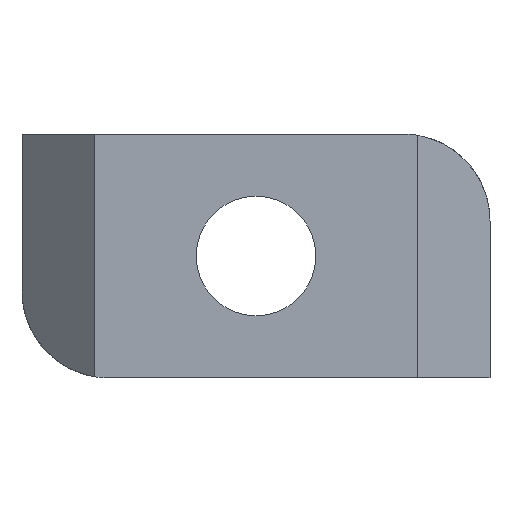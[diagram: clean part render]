
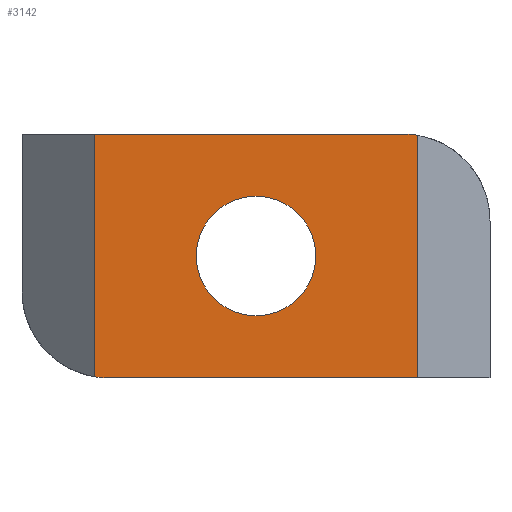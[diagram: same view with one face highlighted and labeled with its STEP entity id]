
A CAD part, front view. The second image highlights one B-rep face of the part: STEP entity #3142.
In plain terms, the highlighted planar face has unit normal (0, -1, 0).
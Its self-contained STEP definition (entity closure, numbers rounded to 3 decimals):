
#49 = DIRECTION ( 'NONE',  ( 0., 0., -1. ) ) ;
#55 = CARTESIAN_POINT ( 'NONE',  ( -6.5, -5.6, 4.9 ) ) ;
#350 = DIRECTION ( 'NONE',  ( 0., 0., 1. ) ) ;
#351 = DIRECTION ( 'NONE',  ( 0., 1., 0. ) ) ;
#354 = PLANE ( 'NONE',  #1430 ) ;
#358 = CARTESIAN_POINT ( 'NONE',  ( 6.5, -5.6, 4.9 ) ) ;
#387 = DIRECTION ( 'NONE',  ( 0., 0., 1. ) ) ;
#388 = DIRECTION ( 'NONE',  ( 0., -1., 0. ) ) ;
#389 = CARTESIAN_POINT ( 'NONE',  ( -5.9, -5.6, -1.4 ) ) ;
#393 = DIRECTION ( 'NONE',  ( 0., 0., 1. ) ) ;
#394 = DIRECTION ( 'NONE',  ( 0., -1., 0. ) ) ;
#396 = CARTESIAN_POINT ( 'NONE',  ( 5.9, -5.6, 1.4 ) ) ;
#401 = DIRECTION ( 'NONE',  ( 0., 0., -1. ) ) ;
#402 = CARTESIAN_POINT ( 'NONE',  ( 6.5, -5.6, 4.9 ) ) ;
#404 = DIRECTION ( 'NONE',  ( 0., 0., 1. ) ) ;
#405 = DIRECTION ( 'NONE',  ( 0., 1., 0. ) ) ;
#406 = CARTESIAN_POINT ( 'NONE',  ( 0., -5.6, 0. ) ) ;
#407 = DIRECTION ( 'NONE',  ( 1., 0., 0. ) ) ;
#408 = CARTESIAN_POINT ( 'NONE',  ( 6.5, -5.6, 4.9 ) ) ;
#412 = DIRECTION ( 'NONE',  ( 1., 0., 0. ) ) ;
#413 = CARTESIAN_POINT ( 'NONE',  ( 6.5, -5.6, -4.9 ) ) ;
#455 = CIRCLE ( 'NONE', #1514, 2.4 ) ;
#674 = ORIENTED_EDGE ( 'NONE', *, *, #1780, .F. ) ;
#687 = EDGE_LOOP ( 'NONE', ( #1019, #711, #802, #674, #1020, #702 ) ) ;
#702 = ORIENTED_EDGE ( 'NONE', *, *, #1781, .T. ) ;
#711 = ORIENTED_EDGE ( 'NONE', *, *, #1778, .F. ) ;
#802 = ORIENTED_EDGE ( 'NONE', *, *, #1779, .T. ) ;
#931 = ORIENTED_EDGE ( 'NONE', *, *, #1776, .T. ) ;
#995 = ORIENTED_EDGE ( 'NONE', *, *, #1596, .T. ) ;
#1019 = ORIENTED_EDGE ( 'NONE', *, *, #1777, .T. ) ;
#1020 = ORIENTED_EDGE ( 'NONE', *, *, #1763, .T. ) ;
#1102 = VERTEX_POINT ( 'NONE', #2639 ) ;
#1178 = VERTEX_POINT ( 'NONE', #2614 ) ;
#1223 = VERTEX_POINT ( 'NONE', #2526 ) ;
#1230 = VERTEX_POINT ( 'NONE', #2509 ) ;
#1232 = VERTEX_POINT ( 'NONE', #2507 ) ;
#1236 = VERTEX_POINT ( 'NONE', #2503 ) ;
#1244 = VERTEX_POINT ( 'NONE', #2488 ) ;
#1248 = VERTEX_POINT ( 'NONE', #2479 ) ;
#1267 = EDGE_LOOP ( 'NONE', ( #931, #995 ) ) ;
#1430 = AXIS2_PLACEMENT_3D ( 'NONE', #358, #351, #350 ) ;
#1438 = AXIS2_PLACEMENT_3D ( 'NONE', #389, #388, #387 ) ;
#1439 = AXIS2_PLACEMENT_3D ( 'NONE', #396, #394, #393 ) ;
#1440 = AXIS2_PLACEMENT_3D ( 'NONE', #406, #405, #404 ) ;
#1514 = AXIS2_PLACEMENT_3D ( 'NONE', #1932, #1928, #1930 ) ;
#1596 = EDGE_CURVE ( 'NONE', #1248, #1178, #455, .T. ) ;
#1763 = EDGE_CURVE ( 'NONE', #1230, #1236, #2960, .T. ) ;
#1776 = EDGE_CURVE ( 'NONE', #1178, #1248, #2936, .T. ) ;
#1777 = EDGE_CURVE ( 'NONE', #1223, #1102, #2935, .T. ) ;
#1778 = EDGE_CURVE ( 'NONE', #1244, #1102, #2934, .T. ) ;
#1779 = EDGE_CURVE ( 'NONE', #1244, #1232, #2932, .T. ) ;
#1780 = EDGE_CURVE ( 'NONE', #1230, #1232, #2930, .T. ) ;
#1781 = EDGE_CURVE ( 'NONE', #1236, #1223, #2929, .T. ) ;
#1928 = DIRECTION ( 'NONE',  ( 0., 1., 0. ) ) ;
#1930 = DIRECTION ( 'NONE',  ( 0., 0., 1. ) ) ;
#1932 = CARTESIAN_POINT ( 'NONE',  ( 0., -5.6, 0. ) ) ;
#2479 = CARTESIAN_POINT ( 'NONE',  ( 0., -5.6, -2.4 ) ) ;
#2488 = CARTESIAN_POINT ( 'NONE',  ( 6.5, -5.6, 4.848 ) ) ;
#2503 = CARTESIAN_POINT ( 'NONE',  ( -6.5, -5.6, -4.848 ) ) ;
#2507 = CARTESIAN_POINT ( 'NONE',  ( 5.9, -5.6, 4.9 ) ) ;
#2509 = CARTESIAN_POINT ( 'NONE',  ( -6.5, -5.6, 4.9 ) ) ;
#2526 = CARTESIAN_POINT ( 'NONE',  ( -5.9, -5.6, -4.9 ) ) ;
#2614 = CARTESIAN_POINT ( 'NONE',  ( 0., -5.6, 2.4 ) ) ;
#2639 = CARTESIAN_POINT ( 'NONE',  ( 6.5, -5.6, -4.9 ) ) ;
#2913 = FACE_OUTER_BOUND ( 'NONE', #687, .T. ) ;
#2922 = FACE_BOUND ( 'NONE', #1267, .T. ) ;
#2928 = VECTOR ( 'NONE', #407, 1000. ) ;
#2929 = CIRCLE ( 'NONE', #1438, 3.5 ) ;
#2930 = LINE ( 'NONE', #408, #2928 ) ;
#2931 = VECTOR ( 'NONE', #401, 1000. ) ;
#2932 = CIRCLE ( 'NONE', #1439, 3.5 ) ;
#2933 = VECTOR ( 'NONE', #412, 1000. ) ;
#2934 = LINE ( 'NONE', #402, #2931 ) ;
#2935 = LINE ( 'NONE', #413, #2933 ) ;
#2936 = CIRCLE ( 'NONE', #1440, 2.4 ) ;
#2958 = VECTOR ( 'NONE', #49, 1000. ) ;
#2960 = LINE ( 'NONE', #55, #2958 ) ;
#3142 = ADVANCED_FACE ( 'NONE', ( #2922, #2913 ), #354, .F. ) ;
